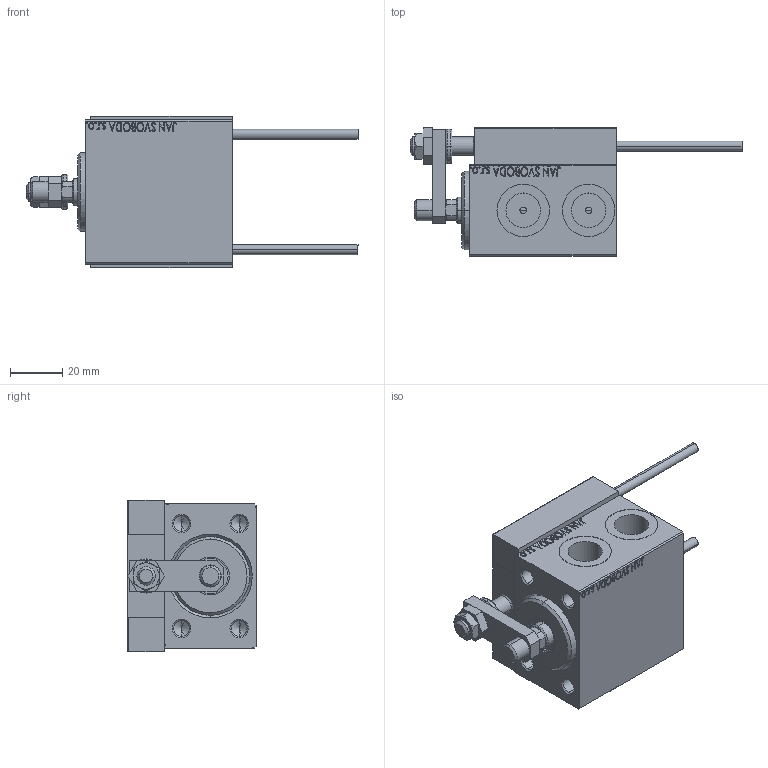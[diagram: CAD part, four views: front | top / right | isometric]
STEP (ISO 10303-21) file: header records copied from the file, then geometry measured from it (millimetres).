
FILE_DESCRIPTION (( 'STEP AP203' ), '1' );
FILE_NAME ('c56a.STEP', '2022-06-03T06:11:09', ( '' ), ( '' ), 'SwSTEP 2.0', 'SolidWorks 2019', '' );
FILE_SCHEMA (( 'CONFIG_CONTROL_DESIGN' ));
Length unit declared in the file: millimetre
Products named in the file (17): TYC_L79 068a4e292205344bb9c496cee8cf3ca9; MAGNET 068a4e292205344bb9c496cee8cf3ca9; V450CM_VC_B 068a4e292205344bb9c496cee8cf3ca9; NUT_D10 068a4e292205344bb9c496cee8cf3ca9; c56a; ALLEN BOLT D5 068a4e292205344bb9c496cee8cf3ca9; SWITCH X 068a4e292205344bb9c496cee8cf3ca9; V450CM_MALE_METRIC 068a4e292205344bb9c496cee8cf3ca9; SWITCH_X_FRONT_BACK 068a4e292205344bb9c496cee8cf3ca9; ZARAZKA 068a4e292205344bb9c496cee8cf3ca9; NUT_D12 068a4e292205344bb9c496cee8cf3ca9; Block 068a4e292205344bb9c496cee8cf3ca9; SWITCH DIM B,W 068a4e292205344bb9c496cee8cf3ca9; V450CM_B_Body 068a4e292205344bb9c496cee8cf3ca9; V450CM_B_VCP 068a4e292205344bb9c496cee8cf3ca9; ALLEN BOLT D8 068a4e292205344bb9c496cee8cf3ca9; KONCOVKA 068a4e292205344bb9c496cee8cf3ca9
Assembly tree (26 placements, depth 3):
  c56a
    V450CM_B_Body 068a4e292205344bb9c496cee8cf3ca9
    V450CM_B_VCP 068a4e292205344bb9c496cee8cf3ca9
    SWITCH X 068a4e292205344bb9c496cee8cf3ca9
      SWITCH_X_FRONT_BACK 068a4e292205344bb9c496cee8cf3ca9  x2
      TYC_L79 068a4e292205344bb9c496cee8cf3ca9
      Block 068a4e292205344bb9c496cee8cf3ca9  x2
      ALLEN BOLT D5 068a4e292205344bb9c496cee8cf3ca9  x4
      ALLEN BOLT D8 068a4e292205344bb9c496cee8cf3ca9  x4
      MAGNET 068a4e292205344bb9c496cee8cf3ca9  x2
      KONCOVKA 068a4e292205344bb9c496cee8cf3ca9  x2
    NUT_D10 068a4e292205344bb9c496cee8cf3ca9
    NUT_D12 068a4e292205344bb9c496cee8cf3ca9
    SWITCH DIM B,W 068a4e292205344bb9c496cee8cf3ca9
    ZARAZKA 068a4e292205344bb9c496cee8cf3ca9
    V450CM_VC_B 068a4e292205344bb9c496cee8cf3ca9
    V450CM_MALE_METRIC 068a4e292205344bb9c496cee8cf3ca9
Bounding box: 126.7 x 49 x 58 mm (x, y, z)
Volume: 141013 mm3; surface area: 49167.9 mm2
Topology: 25 solids, 25 shells, 1349 faces, 3224 edges, 2042 vertices
Faces by surface type: plane 570, bspline 380, cylinder 200, cone 149, torus 46, sphere 4
Entity records: 52326 total; most frequent: CARTESIAN_POINT 26432, ORIENTED_EDGE 5436, DIRECTION 3769, EDGE_CURVE 2718, VERTEX_POINT 1766, LINE 1551, VECTOR 1551, EDGE_LOOP 1262
